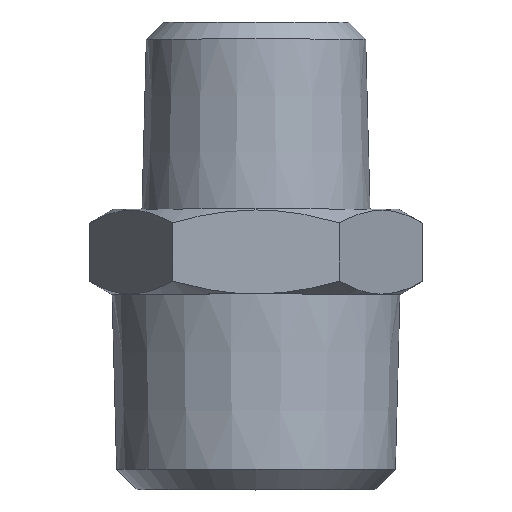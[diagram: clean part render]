
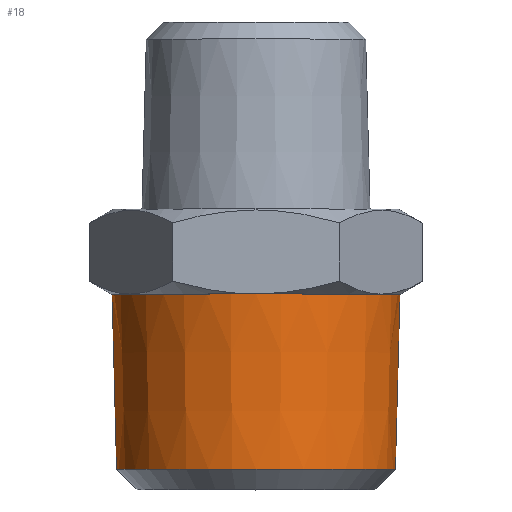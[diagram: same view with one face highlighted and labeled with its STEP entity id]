
A CAD part, top view. The second image highlights one B-rep face of the part: STEP entity #18.
In plain terms, the highlighted conical face has half-angle 1.47 degrees and reference radius 8.462 mm.
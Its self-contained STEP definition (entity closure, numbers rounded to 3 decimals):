
#18 = ADVANCED_FACE ( 'NONE', ( #144 ), #611, .T. ) ;
#39 = EDGE_CURVE ( 'NONE', #122, #120, #164, .T. ) ;
#40 = EDGE_CURVE ( 'NONE', #122, #121, #744, .T. ) ;
#41 = EDGE_CURVE ( 'NONE', #120, #119, #742, .T. ) ;
#42 = EDGE_CURVE ( 'NONE', #121, #119, #165, .T. ) ;
#119 = VERTEX_POINT ( 'NONE', #860 ) ;
#120 = VERTEX_POINT ( 'NONE', #861 ) ;
#121 = VERTEX_POINT ( 'NONE', #862 ) ;
#122 = VERTEX_POINT ( 'NONE', #863 ) ;
#144 = FACE_OUTER_BOUND ( 'NONE', #906, .T. ) ;
#164 = LINE ( 'NONE', #558, #737 ) ;
#165 = LINE ( 'NONE', #566, #741 ) ;
#496 = CARTESIAN_POINT ( 'NONE',  ( 0., -2.25, 0. ) ) ;
#497 = DIRECTION ( 'NONE',  ( 0., 1., 0. ) ) ;
#498 = DIRECTION ( 'NONE',  ( -1., 0., 0. ) ) ;
#558 = CARTESIAN_POINT ( 'NONE',  ( 8.462, -2.25, 0. ) ) ;
#559 = DIRECTION ( 'NONE',  ( 0.026, 1., 0. ) ) ;
#560 = CARTESIAN_POINT ( 'NONE',  ( 0., -12.55, 0. ) ) ;
#561 = DIRECTION ( 'NONE',  ( 0., -1., 0. ) ) ;
#562 = DIRECTION ( 'NONE',  ( 1., 0., 0. ) ) ;
#563 = CARTESIAN_POINT ( 'NONE',  ( 0., -2.25, 0. ) ) ;
#564 = DIRECTION ( 'NONE',  ( 0., -1., 0. ) ) ;
#565 = DIRECTION ( 'NONE',  ( 1., 0., 0. ) ) ;
#566 = CARTESIAN_POINT ( 'NONE',  ( -8.462, -2.25, 0. ) ) ;
#567 = DIRECTION ( 'NONE',  ( -0.026, 1., 0. ) ) ;
#611 = CONICAL_SURFACE ( 'NONE', #612, 8.462, 0.026 ) ;
#612 = AXIS2_PLACEMENT_3D ( 'NONE', #496, #497, #498 ) ;
#730 = AXIS2_PLACEMENT_3D ( 'NONE', #563, #564, #565 ) ;
#732 = AXIS2_PLACEMENT_3D ( 'NONE', #560, #561, #562 ) ;
#737 = VECTOR ( 'NONE', #559, 1000. ) ;
#741 = VECTOR ( 'NONE', #567, 1000. ) ;
#742 = CIRCLE ( 'NONE', #730, 8.462 ) ;
#744 = CIRCLE ( 'NONE', #732, 8.198 ) ;
#860 = CARTESIAN_POINT ( 'NONE',  ( -8.462, -2.25, 0. ) ) ;
#861 = CARTESIAN_POINT ( 'NONE',  ( 8.462, -2.25, 0. ) ) ;
#862 = CARTESIAN_POINT ( 'NONE',  ( -8.198, -12.55, 0. ) ) ;
#863 = CARTESIAN_POINT ( 'NONE',  ( 8.198, -12.55, 0. ) ) ;
#906 = EDGE_LOOP ( 'NONE', ( #953, #955, #954, #956 ) ) ;
#953 = ORIENTED_EDGE ( 'NONE', *, *, #40, .F. ) ;
#954 = ORIENTED_EDGE ( 'NONE', *, *, #41, .T. ) ;
#955 = ORIENTED_EDGE ( 'NONE', *, *, #39, .T. ) ;
#956 = ORIENTED_EDGE ( 'NONE', *, *, #42, .F. ) ;
